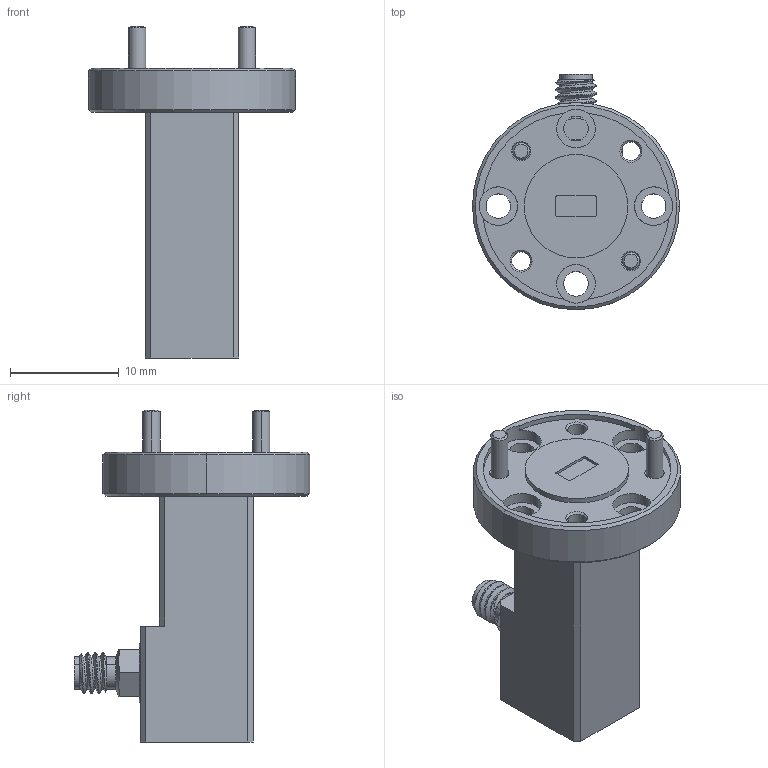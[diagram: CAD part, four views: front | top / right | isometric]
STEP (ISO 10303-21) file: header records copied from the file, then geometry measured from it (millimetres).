
FILE_DESCRIPTION (( 'STEP AP214' ), '1' );
FILE_NAME ('WC-VR-A, Female.STEP', '2023-04-04T23:33:26', ( '' ), ( '' ), 'SwSTEP 2.0', 'SolidWorks 2021', '' );
FILE_SCHEMA (( 'AUTOMOTIVE_DESIGN' ));
Length unit declared in the file: inch
Products named in the file (1): WC-VR-A, Female
Bounding box: 19.05 x 21.69 x 30.54 mm (x, y, z)
Volume: 2886.7 mm3; surface area: 1988.8 mm2
Topology: 3 solids, 3 shells, 142 faces, 347 edges, 223 vertices
Faces by surface type: cylinder 59, plane 48, cone 32, bspline 3
Entity records: 5552 total; most frequent: CARTESIAN_POINT 2067, DIRECTION 736, ORIENTED_EDGE 694, EDGE_CURVE 347, AXIS2_PLACEMENT_3D 286, VERTEX_POINT 223, EDGE_LOOP 170, LINE 164
